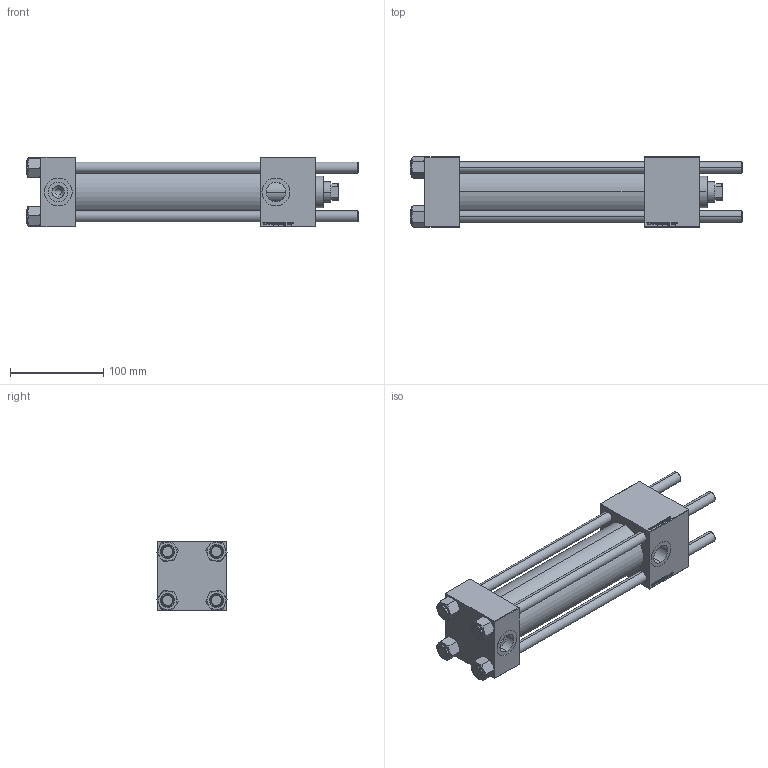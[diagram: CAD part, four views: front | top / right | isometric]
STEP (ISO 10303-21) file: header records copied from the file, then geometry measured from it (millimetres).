
FILE_DESCRIPTION (( 'STEP AP203' ), '1' );
FILE_NAME ('575f.STEP', '2024-02-06T06:06:17', ( '' ), ( '' ), 'SwSTEP 2.0', 'SolidWorks 2019', '' );
FILE_SCHEMA (( 'CONFIG_CONTROL_DESIGN' ));
Length unit declared in the file: millimetre
Products named in the file (6): 575f; V215CR_B_TYCINKA 1af9ec62e9792991fe6c4fb2f9ccddea; V215CR_B-1 1af9ec62e9792991fe6c4fb2f9ccddea; V215CR_VCP_B 1af9ec62e9792991fe6c4fb2f9ccddea; V215_VC_A 1af9ec62e9792991fe6c4fb2f9ccddea; NUT_M5_B 1af9ec62e9792991fe6c4fb2f9ccddea
Assembly tree (11 placements, depth 2):
  575f
    V215CR_B-1 1af9ec62e9792991fe6c4fb2f9ccddea
    V215CR_VCP_B 1af9ec62e9792991fe6c4fb2f9ccddea
    NUT_M5_B 1af9ec62e9792991fe6c4fb2f9ccddea  x4
    V215CR_B_TYCINKA 1af9ec62e9792991fe6c4fb2f9ccddea  x4
    V215_VC_A 1af9ec62e9792991fe6c4fb2f9ccddea
Bounding box: 356 x 75.45 x 75 mm (x, y, z)
Volume: 875536.3 mm3; surface area: 240578 mm2
Topology: 11 solids, 11 shells, 1157 faces, 2932 edges, 1903 vertices
Faces by surface type: bspline 504, plane 430, cone 136, cylinder 79, torus 8
Entity records: 56824 total; most frequent: CARTESIAN_POINT 34077, ORIENTED_EDGE 5356, DIRECTION 2914, EDGE_CURVE 2678, VERTEX_POINT 1759, VECTOR 1442, LINE 1442, EDGE_LOOP 1163
